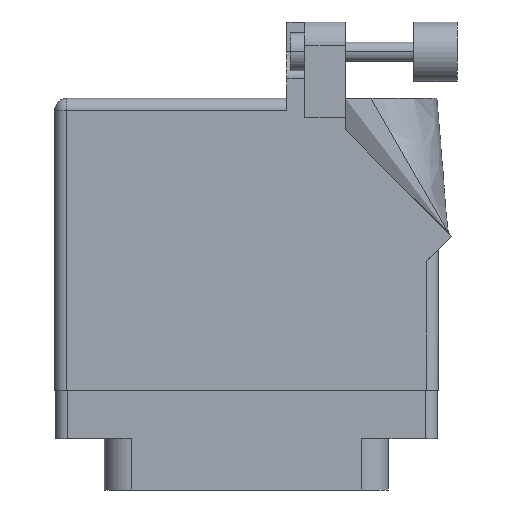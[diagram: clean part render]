
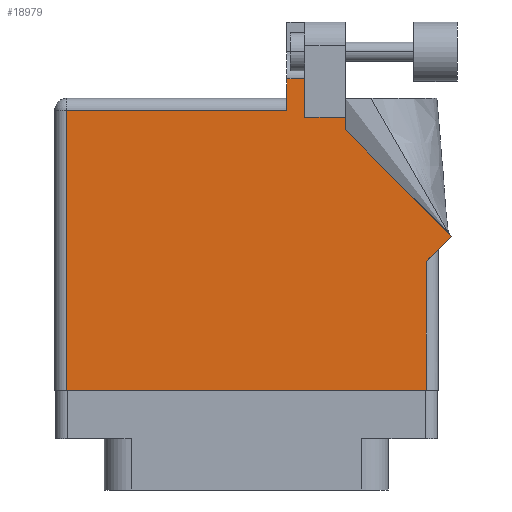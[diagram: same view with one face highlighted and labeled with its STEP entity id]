
A CAD part, front view. The second image highlights one B-rep face of the part: STEP entity #18979.
In plain terms, the highlighted face is planar.
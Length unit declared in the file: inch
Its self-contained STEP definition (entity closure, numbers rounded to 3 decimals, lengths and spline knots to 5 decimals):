
#583 = LINE ( 'NONE', #18071, #26259 ) ;
#732 = CARTESIAN_POINT ( 'NONE',  ( 0.212, 1.43, 0.455 ) ) ;
#774 = DIRECTION ( 'NONE',  ( 1., 0., 0. ) ) ;
#1053 = FACE_OUTER_BOUND ( 'NONE', #27995, .T. ) ;
#1236 = DIRECTION ( 'NONE',  ( 0., 0., -1. ) ) ;
#1404 = CARTESIAN_POINT ( 'NONE',  ( 0.306, 1.33, 0.455 ) ) ;
#2776 = VERTEX_POINT ( 'NONE', #3508 ) ;
#3044 = CARTESIAN_POINT ( 'NONE',  ( -1.005, 1.368, 0.455 ) ) ;
#3400 = LINE ( 'NONE', #3044, #5555 ) ;
#3508 = CARTESIAN_POINT ( 'NONE',  ( 0.212, 1.368, 0.455 ) ) ;
#4017 = EDGE_CURVE ( 'NONE', #6545, #30289, #36124, .T. ) ;
#4141 = VECTOR ( 'NONE', #28371, 39.37008 ) ;
#4352 = VECTOR ( 'NONE', #6808, 39.37008 ) ;
#4754 = CARTESIAN_POINT ( 'NONE',  ( -0.943, -0.1, 0.455 ) ) ;
#4906 = ORIENTED_EDGE ( 'NONE', *, *, #12163, .T. ) ;
#5555 = VECTOR ( 'NONE', #31567, 39.37008 ) ;
#5834 = EDGE_CURVE ( 'NONE', #30289, #32501, #10073, .T. ) ;
#6406 = CARTESIAN_POINT ( 'NONE',  ( 0.519, 1.33, 0.455 ) ) ;
#6545 = VERTEX_POINT ( 'NONE', #23033 ) ;
#6808 = DIRECTION ( 'NONE',  ( 0., -1., 0. ) ) ;
#7316 = CARTESIAN_POINT ( 'NONE',  ( 1.005, 0.637, 0.455 ) ) ;
#7437 = CARTESIAN_POINT ( 'NONE',  ( 0.63677, 1.5315, 0.455 ) ) ;
#7688 = EDGE_CURVE ( 'NONE', #16334, #19975, #8885, .T. ) ;
#8274 = EDGE_CURVE ( 'NONE', #11612, #2776, #34411, .T. ) ;
#8885 = LINE ( 'NONE', #31516, #10201 ) ;
#9607 = DIRECTION ( 'NONE',  ( 0., -1., 0. ) ) ;
#10073 = LINE ( 'NONE', #15768, #23047 ) ;
#10096 = CARTESIAN_POINT ( 'NONE',  ( 0.943, 0.575, 0.455 ) ) ;
#10201 = VECTOR ( 'NONE', #774, 39.37008 ) ;
#10545 = EDGE_CURVE ( 'NONE', #31990, #19862, #15583, .T. ) ;
#11612 = VERTEX_POINT ( 'NONE', #33857 ) ;
#12163 = EDGE_CURVE ( 'NONE', #19862, #11612, #35421, .T. ) ;
#12291 = PLANE ( 'NONE',  #30826 ) ;
#13017 = ORIENTED_EDGE ( 'NONE', *, *, #7688, .T. ) ;
#13163 = DIRECTION ( 'NONE',  ( -1., 0., 0. ) ) ;
#13707 = CARTESIAN_POINT ( 'NONE',  ( 0.519, 1.33, 0.455 ) ) ;
#13872 = ORIENTED_EDGE ( 'NONE', *, *, #8274, .T. ) ;
#15583 = LINE ( 'NONE', #1404, #29158 ) ;
#15746 = VECTOR ( 'NONE', #13163, 39.37008 ) ;
#15768 = CARTESIAN_POINT ( 'NONE',  ( 0.519, 1.26442, 0.455 ) ) ;
#16334 = VERTEX_POINT ( 'NONE', #4754 ) ;
#16934 = VECTOR ( 'NONE', #32721, 39.37008 ) ;
#17147 = CARTESIAN_POINT ( 'NONE',  ( 1.07571, 0.70771, 0.455 ) ) ;
#17451 = CARTESIAN_POINT ( 'NONE',  ( 0.943, -0.1, 0.455 ) ) ;
#17634 = DIRECTION ( 'NONE',  ( -1., 0., 0. ) ) ;
#18064 = DIRECTION ( 'NONE',  ( 0., 1., 0. ) ) ;
#18071 = CARTESIAN_POINT ( 'NONE',  ( -0.943, -0.1, 0.455 ) ) ;
#18714 = DIRECTION ( 'NONE',  ( 0., 1., 0. ) ) ;
#18738 = LINE ( 'NONE', #7316, #16934 ) ;
#18964 = EDGE_CURVE ( 'NONE', #32501, #31990, #31609, .T. ) ;
#18979 = ADVANCED_FACE ( 'NONE', ( #1053 ), #12291, .F. ) ;
#19076 = VECTOR ( 'NONE', #17634, 39.37008 ) ;
#19233 = EDGE_CURVE ( 'NONE', #2776, #35335, #3400, .T. ) ;
#19862 = VERTEX_POINT ( 'NONE', #28142 ) ;
#19975 = VERTEX_POINT ( 'NONE', #17451 ) ;
#20409 = CARTESIAN_POINT ( 'NONE',  ( -0.943, 1.368, 0.455 ) ) ;
#20603 = CARTESIAN_POINT ( 'NONE',  ( 0.519, 1.26442, 0.455 ) ) ;
#20665 = ORIENTED_EDGE ( 'NONE', *, *, #10545, .T. ) ;
#22893 = ORIENTED_EDGE ( 'NONE', *, *, #19233, .T. ) ;
#23033 = CARTESIAN_POINT ( 'NONE',  ( 1.07571, 0.70771, 0.455 ) ) ;
#23047 = VECTOR ( 'NONE', #18714, 39.37008 ) ;
#23125 = VECTOR ( 'NONE', #18064, 39.37008 ) ;
#23871 = ORIENTED_EDGE ( 'NONE', *, *, #4017, .T. ) ;
#24046 = ORIENTED_EDGE ( 'NONE', *, *, #29871, .T. ) ;
#24699 = EDGE_CURVE ( 'NONE', #24870, #6545, #18738, .T. ) ;
#24870 = VERTEX_POINT ( 'NONE', #10096 ) ;
#26259 = VECTOR ( 'NONE', #9607, 39.37008 ) ;
#26526 = LINE ( 'NONE', #31865, #23125 ) ;
#26801 = DIRECTION ( 'NONE',  ( 0., 1., 0. ) ) ;
#27008 = DIRECTION ( 'NONE',  ( -1., 0., 0. ) ) ;
#27612 = ORIENTED_EDGE ( 'NONE', *, *, #18964, .T. ) ;
#27995 = EDGE_LOOP ( 'NONE', ( #20665, #4906, #13872, #22893, #24046, #13017, #33062, #29036, #23871, #35452, #27612 ) ) ;
#28142 = CARTESIAN_POINT ( 'NONE',  ( 0.306, 1.5315, 0.455 ) ) ;
#28371 = DIRECTION ( 'NONE',  ( -0.707, 0.707, 0. ) ) ;
#29036 = ORIENTED_EDGE ( 'NONE', *, *, #24699, .T. ) ;
#29158 = VECTOR ( 'NONE', #26801, 39.37008 ) ;
#29871 = EDGE_CURVE ( 'NONE', #35335, #16334, #583, .T. ) ;
#29944 = CARTESIAN_POINT ( 'NONE',  ( 0.306, 1.33, 0.455 ) ) ;
#30289 = VERTEX_POINT ( 'NONE', #20603 ) ;
#30826 = AXIS2_PLACEMENT_3D ( 'NONE', #34737, #1236, #27008 ) ;
#31516 = CARTESIAN_POINT ( 'NONE',  ( -1.005, -0.1, 0.455 ) ) ;
#31567 = DIRECTION ( 'NONE',  ( -1., 0., 0. ) ) ;
#31609 = LINE ( 'NONE', #6406, #19076 ) ;
#31865 = CARTESIAN_POINT ( 'NONE',  ( 0.943, 0.637, 0.455 ) ) ;
#31990 = VERTEX_POINT ( 'NONE', #29944 ) ;
#32501 = VERTEX_POINT ( 'NONE', #13707 ) ;
#32721 = DIRECTION ( 'NONE',  ( 0.707, 0.707, 0. ) ) ;
#33062 = ORIENTED_EDGE ( 'NONE', *, *, #36095, .T. ) ;
#33857 = CARTESIAN_POINT ( 'NONE',  ( 0.212, 1.5315, 0.455 ) ) ;
#34411 = LINE ( 'NONE', #732, #4352 ) ;
#34737 = CARTESIAN_POINT ( 'NONE',  ( -1.005, 1.43, 0.455 ) ) ;
#35335 = VERTEX_POINT ( 'NONE', #20409 ) ;
#35421 = LINE ( 'NONE', #7437, #15746 ) ;
#35452 = ORIENTED_EDGE ( 'NONE', *, *, #5834, .T. ) ;
#36095 = EDGE_CURVE ( 'NONE', #19975, #24870, #26526, .T. ) ;
#36124 = LINE ( 'NONE', #17147, #4141 ) ;
